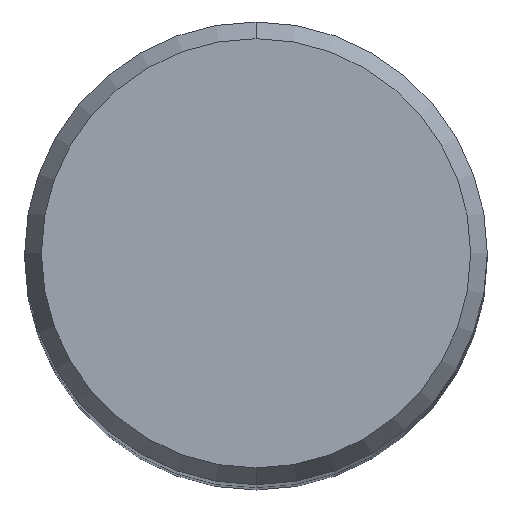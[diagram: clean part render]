
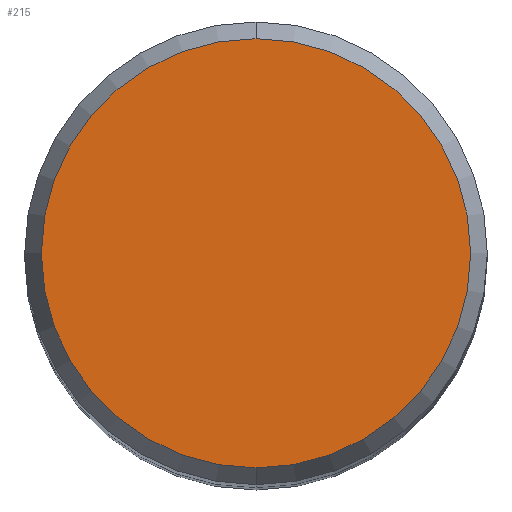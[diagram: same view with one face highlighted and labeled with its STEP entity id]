
A CAD part, top view. The second image highlights one B-rep face of the part: STEP entity #215.
In plain terms, the highlighted planar face has unit normal (0, 0, 1).
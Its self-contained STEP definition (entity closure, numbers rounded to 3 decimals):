
#191=EDGE_CURVE('',#307,#343,#461,.T.);
#215=ADVANCED_FACE('',(#487),#488,.T.);
#307=VERTEX_POINT('',#587);
#343=VERTEX_POINT('',#627);
#373=EDGE_CURVE('',#343,#307,#663,.T.);
#461=CIRCLE('',#791,8.837);
#487=FACE_OUTER_BOUND('',#848,.T.);
#488=PLANE('',#849);
#587=CARTESIAN_POINT('',(0.,-8.837,0.0));
#627=CARTESIAN_POINT('',(0.0,8.837,0.0));
#663=CIRCLE('',#1324,8.837);
#791=AXIS2_PLACEMENT_3D('',#1442,#1443,#1444);
#848=EDGE_LOOP('',(#1472,#1473));
#849=AXIS2_PLACEMENT_3D('',#1474,#1475,#1476);
#1324=AXIS2_PLACEMENT_3D('',#1681,#1682,#1683);
#1442=CARTESIAN_POINT('',(0.0,0.0,0.0));
#1443=DIRECTION('',(0.0,0.0,-1.0));
#1444=DIRECTION('',(0.0,1.0,0.0));
#1472=ORIENTED_EDGE('',*,*,#373,.F.);
#1473=ORIENTED_EDGE('',*,*,#191,.F.);
#1474=CARTESIAN_POINT('',(0.0,4.419,0.0));
#1475=DIRECTION('',(-0.0,0.0,1.0));
#1476=DIRECTION('',(0.0,-1.0,0.0));
#1681=CARTESIAN_POINT('',(0.0,0.0,0.0));
#1682=DIRECTION('',(0.0,0.0,-1.0));
#1683=DIRECTION('',(0.0,1.0,0.0));
